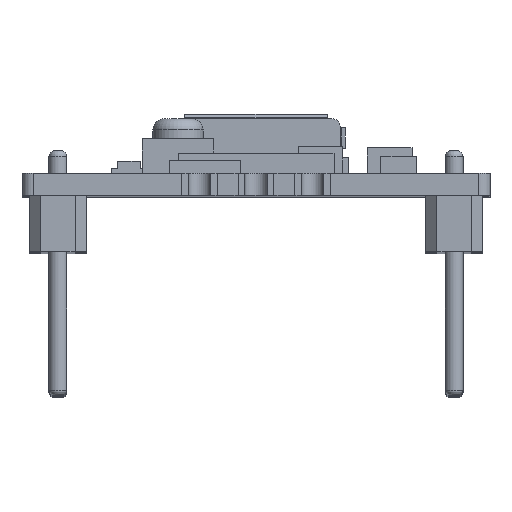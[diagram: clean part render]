
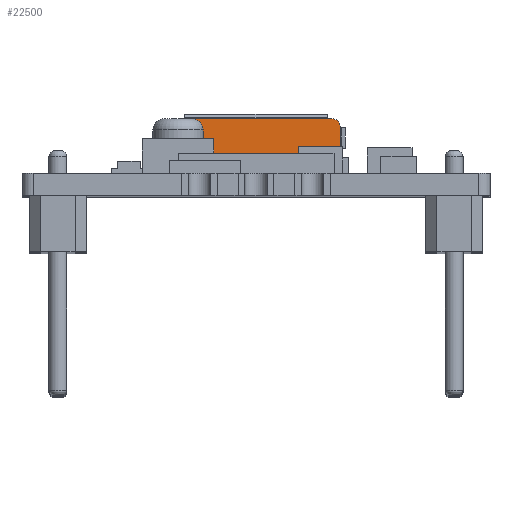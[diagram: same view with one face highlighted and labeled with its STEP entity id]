
A CAD part, top view. The second image highlights one B-rep face of the part: STEP entity #22500.
In plain terms, the highlighted face is planar.
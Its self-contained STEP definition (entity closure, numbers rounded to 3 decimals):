
#951=CIRCLE('',#24215,0.4);
#953=CIRCLE('',#24219,0.4);
#955=CIRCLE('',#24223,0.4);
#957=CIRCLE('',#24227,0.4);
#959=CIRCLE('',#24231,0.4);
#961=CIRCLE('',#24235,0.4);
#2359=FACE_OUTER_BOUND('',#3687,.T.);
#3687=EDGE_LOOP('',(#16304,#16305,#16306,#16307,#16308,#16309,#16310,#16311,
#16312,#16313,#16314,#16315));
#5370=LINE('',#34798,#7568);
#5375=LINE('',#34812,#7573);
#5379=LINE('',#34824,#7577);
#5383=LINE('',#34836,#7581);
#5387=LINE('',#34848,#7585);
#5391=LINE('',#34860,#7589);
#7568=VECTOR('',#27269,1000.);
#7573=VECTOR('',#27282,1000.);
#7577=VECTOR('',#27294,1000.);
#7581=VECTOR('',#27306,1000.);
#7585=VECTOR('',#27318,1000.);
#7589=VECTOR('',#27330,1000.);
#9794=VERTEX_POINT('',#34796);
#9795=VERTEX_POINT('',#34797);
#9798=VERTEX_POINT('',#34805);
#9800=VERTEX_POINT('',#34811);
#9802=VERTEX_POINT('',#34817);
#9804=VERTEX_POINT('',#34823);
#9806=VERTEX_POINT('',#34829);
#9808=VERTEX_POINT('',#34835);
#9810=VERTEX_POINT('',#34841);
#9812=VERTEX_POINT('',#34847);
#9814=VERTEX_POINT('',#34853);
#9816=VERTEX_POINT('',#34859);
#12236=EDGE_CURVE('',#9794,#9795,#5370,.T.);
#12240=EDGE_CURVE('',#9798,#9794,#951,.T.);
#12243=EDGE_CURVE('',#9800,#9798,#5375,.T.);
#12246=EDGE_CURVE('',#9802,#9800,#953,.T.);
#12249=EDGE_CURVE('',#9804,#9802,#5379,.T.);
#12252=EDGE_CURVE('',#9806,#9804,#955,.T.);
#12255=EDGE_CURVE('',#9808,#9806,#5383,.T.);
#12258=EDGE_CURVE('',#9810,#9808,#957,.T.);
#12261=EDGE_CURVE('',#9812,#9810,#5387,.T.);
#12264=EDGE_CURVE('',#9814,#9812,#959,.T.);
#12267=EDGE_CURVE('',#9816,#9814,#5391,.T.);
#12270=EDGE_CURVE('',#9795,#9816,#961,.T.);
#16304=ORIENTED_EDGE('',*,*,#12270,.F.);
#16305=ORIENTED_EDGE('',*,*,#12236,.F.);
#16306=ORIENTED_EDGE('',*,*,#12240,.F.);
#16307=ORIENTED_EDGE('',*,*,#12243,.F.);
#16308=ORIENTED_EDGE('',*,*,#12246,.F.);
#16309=ORIENTED_EDGE('',*,*,#12249,.F.);
#16310=ORIENTED_EDGE('',*,*,#12252,.F.);
#16311=ORIENTED_EDGE('',*,*,#12255,.F.);
#16312=ORIENTED_EDGE('',*,*,#12258,.F.);
#16313=ORIENTED_EDGE('',*,*,#12261,.F.);
#16314=ORIENTED_EDGE('',*,*,#12264,.F.);
#16315=ORIENTED_EDGE('',*,*,#12267,.F.);
#21571=PLANE('',#24237);
#22500=ADVANCED_FACE('',(#2359),#21571,.F.);
#24215=AXIS2_PLACEMENT_3D('',#34806,#27275,#27276);
#24219=AXIS2_PLACEMENT_3D('',#34818,#27287,#27288);
#24223=AXIS2_PLACEMENT_3D('',#34830,#27299,#27300);
#24227=AXIS2_PLACEMENT_3D('',#34842,#27311,#27312);
#24231=AXIS2_PLACEMENT_3D('',#34854,#27323,#27324);
#24235=AXIS2_PLACEMENT_3D('',#34865,#27335,#27336);
#24237=AXIS2_PLACEMENT_3D('',#34867,#27339,#27340);
#27269=DIRECTION('',(0.665,-0.747,0.));
#27275=DIRECTION('center_axis',(0.,0.,1.));
#27276=DIRECTION('ref_axis',(1.,0.,0.));
#27282=DIRECTION('',(0.,-1.,0.));
#27287=DIRECTION('center_axis',(0.,0.,1.));
#27288=DIRECTION('ref_axis',(-1.,0.,0.));
#27294=DIRECTION('',(-1.,0.,0.));
#27299=DIRECTION('center_axis',(0.,0.,1.));
#27300=DIRECTION('ref_axis',(1.,0.,0.));
#27306=DIRECTION('',(0.,1.,0.));
#27311=DIRECTION('center_axis',(0.,0.,1.));
#27312=DIRECTION('ref_axis',(-1.,0.,0.));
#27318=DIRECTION('',(0.665,0.747,0.));
#27323=DIRECTION('center_axis',(0.,0.,1.));
#27324=DIRECTION('ref_axis',(-1.,0.,0.));
#27330=DIRECTION('',(1.,0.,0.));
#27335=DIRECTION('center_axis',(0.,0.,1.));
#27336=DIRECTION('ref_axis',(1.,0.,0.));
#27339=DIRECTION('center_axis',(0.,0.,1.));
#27340=DIRECTION('ref_axis',(1.,0.,0.));
#34796=CARTESIAN_POINT('',(-3.689,-0.234,-2.5));
#34797=CARTESIAN_POINT('',(-2.894,-1.126,-2.5));
#34798=CARTESIAN_POINT('',(-3.689,-0.234,-2.5));
#34805=CARTESIAN_POINT('',(-3.79,0.032,-2.5));
#34806=CARTESIAN_POINT('Origin',(-3.39,0.032,-2.5));
#34811=CARTESIAN_POINT('',(-3.79,0.86,-2.5));
#34812=CARTESIAN_POINT('',(-3.79,0.86,-2.5));
#34817=CARTESIAN_POINT('',(-3.39,1.26,-2.5));
#34818=CARTESIAN_POINT('Origin',(-3.39,0.86,-2.5));
#34823=CARTESIAN_POINT('',(3.39,1.26,-2.5));
#34824=CARTESIAN_POINT('',(-3.39,1.26,-2.5));
#34829=CARTESIAN_POINT('',(3.79,0.86,-2.5));
#34830=CARTESIAN_POINT('Origin',(3.39,0.86,-2.5));
#34835=CARTESIAN_POINT('',(3.79,0.032,-2.5));
#34836=CARTESIAN_POINT('',(3.79,0.86,-2.5));
#34841=CARTESIAN_POINT('',(3.689,-0.234,-2.5));
#34842=CARTESIAN_POINT('Origin',(3.39,0.032,-2.5));
#34847=CARTESIAN_POINT('',(2.894,-1.126,-2.5));
#34848=CARTESIAN_POINT('',(3.689,-0.234,-2.5));
#34853=CARTESIAN_POINT('',(2.596,-1.26,-2.5));
#34854=CARTESIAN_POINT('Origin',(2.596,-0.86,-2.5));
#34859=CARTESIAN_POINT('',(-2.596,-1.26,-2.5));
#34860=CARTESIAN_POINT('',(-2.596,-1.26,-2.5));
#34865=CARTESIAN_POINT('Origin',(-2.596,-0.86,-2.5));
#34867=CARTESIAN_POINT('Origin',(-2.596,-0.86,-2.5));
